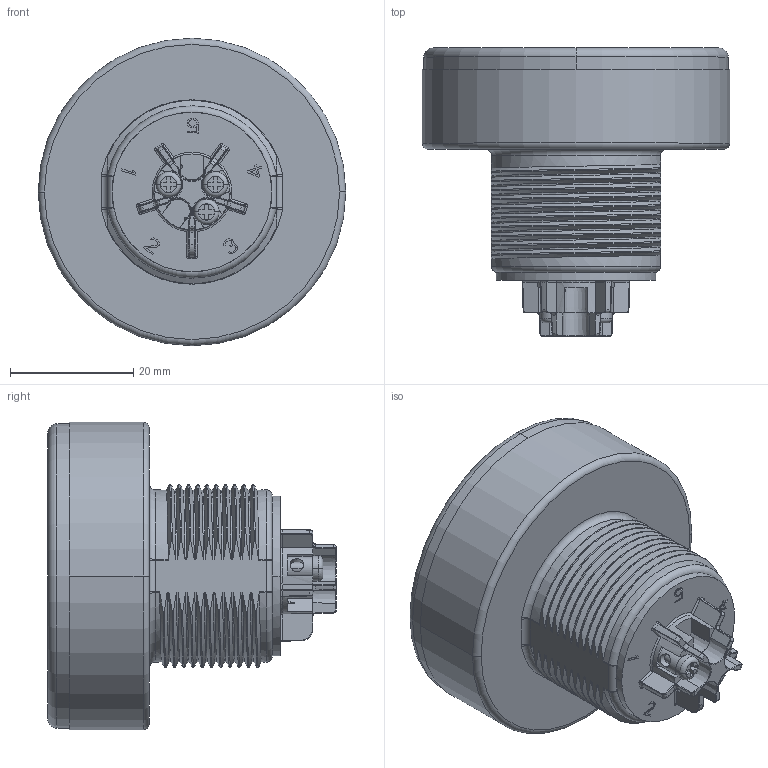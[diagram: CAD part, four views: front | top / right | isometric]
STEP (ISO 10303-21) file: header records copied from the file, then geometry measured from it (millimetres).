
FILE_DESCRIPTION((''),'2;1');
FILE_NAME('219963_SW0001','2020-12-30T12:30:14',('jeshelman'),('BANNER ENGINEERING CORP.'),'CREO PARAMETRIC BY PTC INC, 2019292','CREO PARAMETRIC BY PTC INC, 2019292','');
FILE_SCHEMA(('CONFIG_CONTROL_DESIGN','SHAPE_APPEARANCE_LAYERS_GROUPS'));
Products named in the file (1): 219963_SW0001
Bounding box: 50 x 46.9 x 50 mm (x, y, z)
Volume: 46331 mm3; surface area: 9992.7 mm2
Topology: 1 solids, 1 shells, 613 faces, 1696 edges, 1076 vertices
Faces by surface type: plane 279, bspline 133, cylinder 84, torus 49, cone 39, extrusion 20, revolution 5, sphere 4
Entity records: 48241 total; most frequent: CARTESIAN_POINT 29071, ORIENTED_EDGE 3392, DIRECTION 2401, EDGE_CURVE 1696, VERTEX_POINT 1079, VECTOR 926, LINE 906, AXIS2_PLACEMENT_3D 735
